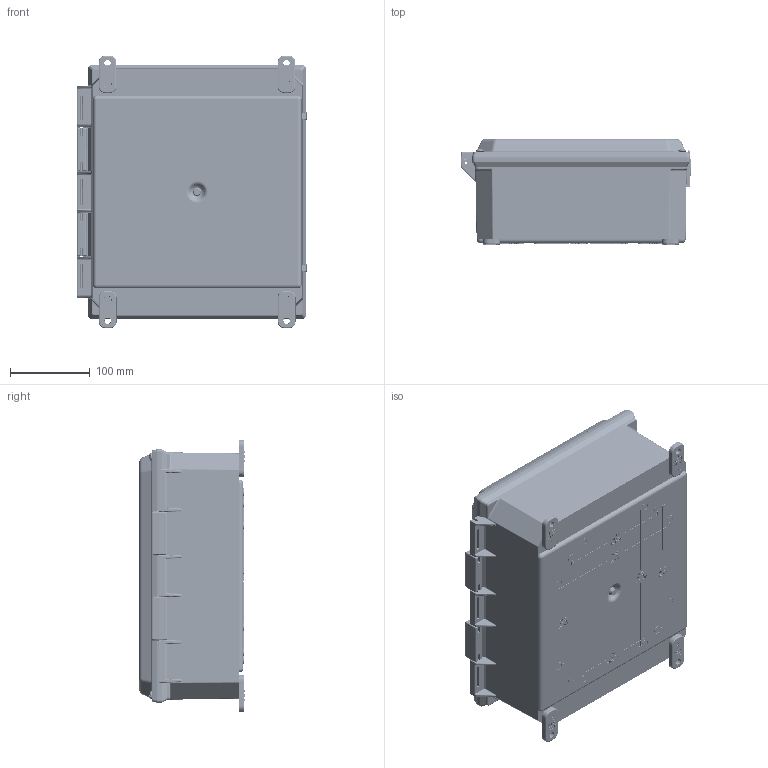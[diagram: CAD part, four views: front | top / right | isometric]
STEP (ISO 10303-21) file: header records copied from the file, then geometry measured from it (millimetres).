
FILE_DESCRIPTION (( 'STEP AP203' ), '1' );
FILE_NAME ('AMP1204.step', '2016-03-15T17:50:37', ( '' ), ( '' ), 'SwSTEP 2.0', 'SolidWorks 2014', '' );
FILE_SCHEMA (( 'CONFIG_CONTROL_DESIGN' ));
Length unit declared in the file: inch
Products named in the file (18): 2320001_1206 FIP Gasket; WUFOOT; 2320200; 55-103212316; WGP120C; W4-NUFS316; 70-1032342316_70-1032342316; WP1204B_box; AMP1204; 70-007ORING; 70-60250; CMSO316; WP1204BI12; 70-60823PC-1; 2320001_part; 55-1032516_PreviewCfg; WP1206C; 2381001
Assembly tree (37 placements, depth 4):
  AMP1204
    WP1204BI12
      WP1204B_box
      70-60250  x12
    WGP120C
      WP1206C
        2320001_part
      2320200
        2320001_1206 FIP Gasket
    CMSO316  x4
      70-1032342316_70-1032342316
      70-007ORING
    70-60823PC-1
    55-1032516_PreviewCfg  x4
    W4-NUFS316  x4
      WUFOOT
        2381001
      55-103212316
Bounding box: 288.19 x 132.26 x 340.87 mm (x, y, z)
Volume: 1836971.7 mm3; surface area: 1046811.7 mm2
Topology: 37 solids, 37 shells, 6976 faces, 18169 edges, 11652 vertices
Faces by surface type: plane 3080, cylinder 1521, bspline 1403, cone 658, torus 184, sphere 130
Entity records: 212528 total; most frequent: CARTESIAN_POINT 96790, ORIENTED_EDGE 25948, DIRECTION 19584, EDGE_CURVE 12974, VERTEX_POINT 8284, VECTOR 8014, LINE 8014, AXIS2_PLACEMENT_3D 5785
